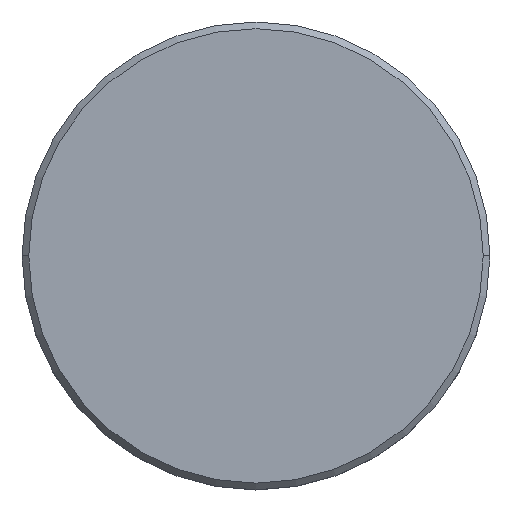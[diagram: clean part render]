
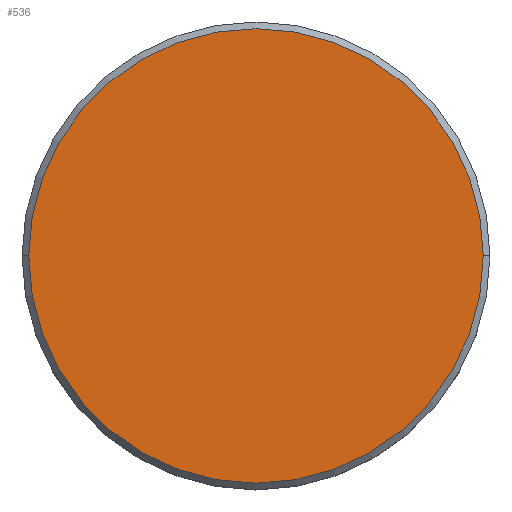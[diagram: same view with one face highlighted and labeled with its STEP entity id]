
A CAD part, top view. The second image highlights one B-rep face of the part: STEP entity #536.
In plain terms, the highlighted planar face has unit normal (0, 0, 1).
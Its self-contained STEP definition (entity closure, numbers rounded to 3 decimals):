
#12 = CIRCLE ( 'NONE', #692, 17. ) ;
#42 = CIRCLE ( 'NONE', #697, 17. ) ;
#101 = ORIENTED_EDGE ( 'NONE', *, *, #948, .T. ) ;
#116 = CARTESIAN_POINT ( 'NONE',  ( 0., 0., 0. ) ) ;
#119 = CARTESIAN_POINT ( 'NONE',  ( 0., 0., 0. ) ) ;
#123 = AXIS2_PLACEMENT_3D ( 'NONE', #119, #582, #576 ) ;
#222 = EDGE_LOOP ( 'NONE', ( #915, #101 ) ) ;
#257 = CARTESIAN_POINT ( 'NONE',  ( -17., 0., 0. ) ) ;
#268 = VERTEX_POINT ( 'NONE', #393 ) ;
#393 = CARTESIAN_POINT ( 'NONE',  ( 17., 0., 0. ) ) ;
#414 = DIRECTION ( 'NONE',  ( 1., 0., 0. ) ) ;
#469 = DIRECTION ( 'NONE',  ( 0., 0., 1. ) ) ;
#491 = FACE_OUTER_BOUND ( 'NONE', #222, .T. ) ;
#498 = DIRECTION ( 'NONE',  ( 0., 0., 1. ) ) ;
#536 = ADVANCED_FACE ( 'NONE', ( #491 ), #1036, .T. ) ;
#576 = DIRECTION ( 'NONE',  ( 1., 0., 0. ) ) ;
#582 = DIRECTION ( 'NONE',  ( 0., 0., 1. ) ) ;
#611 = EDGE_CURVE ( 'NONE', #676, #268, #42, .T. ) ;
#676 = VERTEX_POINT ( 'NONE', #257 ) ;
#692 = AXIS2_PLACEMENT_3D ( 'NONE', #1154, #498, #414 ) ;
#697 = AXIS2_PLACEMENT_3D ( 'NONE', #116, #469, #1012 ) ;
#915 = ORIENTED_EDGE ( 'NONE', *, *, #611, .T. ) ;
#948 = EDGE_CURVE ( 'NONE', #268, #676, #12, .T. ) ;
#1012 = DIRECTION ( 'NONE',  ( 1., 0., 0. ) ) ;
#1036 = PLANE ( 'NONE',  #123 ) ;
#1154 = CARTESIAN_POINT ( 'NONE',  ( 0., 0., 0. ) ) ;
